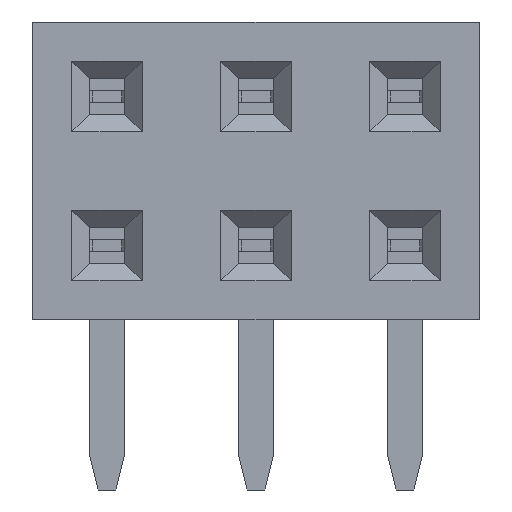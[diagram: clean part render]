
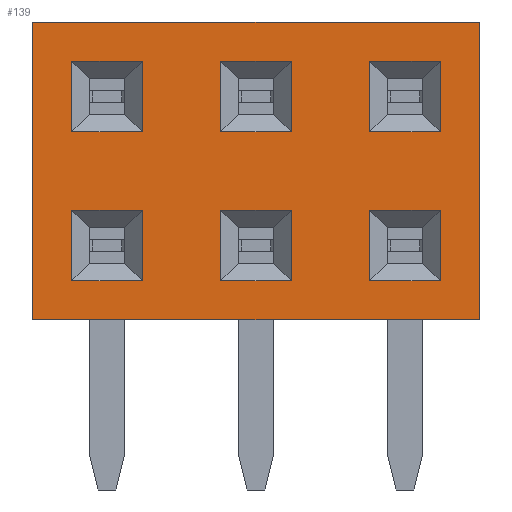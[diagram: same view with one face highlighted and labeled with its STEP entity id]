
A CAD part, left-side view. The second image highlights one B-rep face of the part: STEP entity #139.
In plain terms, the highlighted planar face has unit normal (-1, 0, 0).
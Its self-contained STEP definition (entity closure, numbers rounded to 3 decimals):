
#24=VERTEX_POINT('',#25);
#25=CARTESIAN_POINT('',(-12.57,-6.35,5.08));
#28=DIRECTION('',(-1.,0.,0.));
#29=ORIENTED_EDGE('',*,*,#30,.T.);
#30=EDGE_CURVE('',#24,#31,#33,.T.);
#31=VERTEX_POINT('',#32);
#32=CARTESIAN_POINT('',(-12.57,1.27,5.08));
#33=LINE('',#25,#34);
#34=VECTOR('',#35,1.);
#35=DIRECTION('',(0.,1.,0.));
#46=DIRECTION('',(0.,0.,-1.));
#57=VECTOR('',#58,1.);
#58=DIRECTION('',(0.,0.,1.));
#61=VERTEX_POINT('',#62);
#62=CARTESIAN_POINT('',(-12.57,-6.35,0.));
#64=ORIENTED_EDGE('',*,*,#65,.T.);
#65=EDGE_CURVE('',#61,#24,#66,.T.);
#66=LINE('',#62,#57);
#95=VECTOR('',#46,1.);
#97=ORIENTED_EDGE('',*,*,#98,.T.);
#98=EDGE_CURVE('',#31,#99,#101,.T.);
#99=VERTEX_POINT('',#100);
#100=CARTESIAN_POINT('',(-12.57,1.27,0.));
#101=LINE('',#32,#95);
#126=DIRECTION('',(0.,-1.,0.));
#139=ADVANCED_FACE('',(#140,#146,#176,#198,#220,#242,#264),#286,.T.);
#140=FACE_BOUND('',#141,.T.);
#141=EDGE_LOOP('',(#29,#97,#142,#64));
#142=ORIENTED_EDGE('',*,*,#143,.T.);
#143=EDGE_CURVE('',#99,#61,#144,.T.);
#144=LINE('',#100,#145);
#145=VECTOR('',#126,1.);
#146=FACE_BOUND('',#147,.T.);
#147=EDGE_LOOP('',(#148,#157,#164,#171));
#148=ORIENTED_EDGE('',*,*,#149,.F.);
#149=EDGE_CURVE('',#150,#152,#154,.T.);
#150=VERTEX_POINT('',#151);
#151=CARTESIAN_POINT('',(-12.57,-4.48,3.21));
#152=VERTEX_POINT('',#153);
#153=CARTESIAN_POINT('',(-12.57,-5.68,3.21));
#154=LINE('',#151,#155);
#155=VECTOR('',#156,1.);
#156=DIRECTION('',(0.,-1.,0.));
#157=ORIENTED_EDGE('',*,*,#158,.F.);
#158=EDGE_CURVE('',#159,#150,#161,.T.);
#159=VERTEX_POINT('',#160);
#160=CARTESIAN_POINT('',(-12.57,-4.48,4.41));
#161=LINE('',#160,#162);
#162=VECTOR('',#163,1.);
#163=DIRECTION('',(0.,0.,-1.));
#164=ORIENTED_EDGE('',*,*,#165,.F.);
#165=EDGE_CURVE('',#166,#159,#168,.T.);
#166=VERTEX_POINT('',#167);
#167=CARTESIAN_POINT('',(-12.57,-5.68,4.41));
#168=LINE('',#167,#169);
#169=VECTOR('',#170,1.);
#170=DIRECTION('',(0.,1.,0.));
#171=ORIENTED_EDGE('',*,*,#172,.F.);
#172=EDGE_CURVE('',#152,#166,#173,.T.);
#173=LINE('',#153,#174);
#174=VECTOR('',#175,1.);
#175=DIRECTION('',(0.,0.,1.));
#176=FACE_BOUND('',#177,.T.);
#177=EDGE_LOOP('',(#178,#185,#190,#195));
#178=ORIENTED_EDGE('',*,*,#179,.F.);
#179=EDGE_CURVE('',#180,#182,#184,.T.);
#180=VERTEX_POINT('',#181);
#181=CARTESIAN_POINT('',(-12.57,-1.94,3.21));
#182=VERTEX_POINT('',#183);
#183=CARTESIAN_POINT('',(-12.57,-3.14,3.21));
#184=LINE('',#181,#155);
#185=ORIENTED_EDGE('',*,*,#186,.F.);
#186=EDGE_CURVE('',#187,#180,#189,.T.);
#187=VERTEX_POINT('',#188);
#188=CARTESIAN_POINT('',(-12.57,-1.94,4.41));
#189=LINE('',#188,#162);
#190=ORIENTED_EDGE('',*,*,#191,.F.);
#191=EDGE_CURVE('',#192,#187,#194,.T.);
#192=VERTEX_POINT('',#193);
#193=CARTESIAN_POINT('',(-12.57,-3.14,4.41));
#194=LINE('',#193,#169);
#195=ORIENTED_EDGE('',*,*,#196,.F.);
#196=EDGE_CURVE('',#182,#192,#197,.T.);
#197=LINE('',#183,#174);
#198=FACE_BOUND('',#199,.T.);
#199=EDGE_LOOP('',(#200,#207,#212,#217));
#200=ORIENTED_EDGE('',*,*,#201,.F.);
#201=EDGE_CURVE('',#202,#204,#206,.T.);
#202=VERTEX_POINT('',#203);
#203=CARTESIAN_POINT('',(-12.57,0.6,3.21));
#204=VERTEX_POINT('',#205);
#205=CARTESIAN_POINT('',(-12.57,-0.6,3.21));
#206=LINE('',#203,#155);
#207=ORIENTED_EDGE('',*,*,#208,.F.);
#208=EDGE_CURVE('',#209,#202,#211,.T.);
#209=VERTEX_POINT('',#210);
#210=CARTESIAN_POINT('',(-12.57,0.6,4.41));
#211=LINE('',#210,#162);
#212=ORIENTED_EDGE('',*,*,#213,.F.);
#213=EDGE_CURVE('',#214,#209,#216,.T.);
#214=VERTEX_POINT('',#215);
#215=CARTESIAN_POINT('',(-12.57,-0.6,4.41));
#216=LINE('',#215,#169);
#217=ORIENTED_EDGE('',*,*,#218,.F.);
#218=EDGE_CURVE('',#204,#214,#219,.T.);
#219=LINE('',#205,#174);
#220=FACE_BOUND('',#221,.T.);
#221=EDGE_LOOP('',(#222,#229,#234,#239));
#222=ORIENTED_EDGE('',*,*,#223,.F.);
#223=EDGE_CURVE('',#224,#226,#228,.T.);
#224=VERTEX_POINT('',#225);
#225=CARTESIAN_POINT('',(-12.57,-5.68,1.87));
#226=VERTEX_POINT('',#227);
#227=CARTESIAN_POINT('',(-12.57,-4.48,1.87));
#228=LINE('',#225,#34);
#229=ORIENTED_EDGE('',*,*,#230,.F.);
#230=EDGE_CURVE('',#231,#224,#233,.T.);
#231=VERTEX_POINT('',#232);
#232=CARTESIAN_POINT('',(-12.57,-5.68,0.67));
#233=LINE('',#232,#57);
#234=ORIENTED_EDGE('',*,*,#235,.F.);
#235=EDGE_CURVE('',#236,#231,#238,.T.);
#236=VERTEX_POINT('',#237);
#237=CARTESIAN_POINT('',(-12.57,-4.48,0.67));
#238=LINE('',#237,#145);
#239=ORIENTED_EDGE('',*,*,#240,.F.);
#240=EDGE_CURVE('',#226,#236,#241,.T.);
#241=LINE('',#227,#95);
#242=FACE_BOUND('',#243,.T.);
#243=EDGE_LOOP('',(#244,#251,#256,#261));
#244=ORIENTED_EDGE('',*,*,#245,.F.);
#245=EDGE_CURVE('',#246,#248,#250,.T.);
#246=VERTEX_POINT('',#247);
#247=CARTESIAN_POINT('',(-12.57,-3.14,1.87));
#248=VERTEX_POINT('',#249);
#249=CARTESIAN_POINT('',(-12.57,-1.94,1.87));
#250=LINE('',#247,#34);
#251=ORIENTED_EDGE('',*,*,#252,.F.);
#252=EDGE_CURVE('',#253,#246,#255,.T.);
#253=VERTEX_POINT('',#254);
#254=CARTESIAN_POINT('',(-12.57,-3.14,0.67));
#255=LINE('',#254,#57);
#256=ORIENTED_EDGE('',*,*,#257,.F.);
#257=EDGE_CURVE('',#258,#253,#260,.T.);
#258=VERTEX_POINT('',#259);
#259=CARTESIAN_POINT('',(-12.57,-1.94,0.67));
#260=LINE('',#259,#145);
#261=ORIENTED_EDGE('',*,*,#262,.F.);
#262=EDGE_CURVE('',#248,#258,#263,.T.);
#263=LINE('',#249,#95);
#264=FACE_BOUND('',#265,.T.);
#265=EDGE_LOOP('',(#266,#273,#278,#283));
#266=ORIENTED_EDGE('',*,*,#267,.F.);
#267=EDGE_CURVE('',#268,#270,#272,.T.);
#268=VERTEX_POINT('',#269);
#269=CARTESIAN_POINT('',(-12.57,-0.6,1.87));
#270=VERTEX_POINT('',#271);
#271=CARTESIAN_POINT('',(-12.57,0.6,1.87));
#272=LINE('',#269,#34);
#273=ORIENTED_EDGE('',*,*,#274,.F.);
#274=EDGE_CURVE('',#275,#268,#277,.T.);
#275=VERTEX_POINT('',#276);
#276=CARTESIAN_POINT('',(-12.57,-0.6,0.67));
#277=LINE('',#276,#57);
#278=ORIENTED_EDGE('',*,*,#279,.F.);
#279=EDGE_CURVE('',#280,#275,#282,.T.);
#280=VERTEX_POINT('',#281);
#281=CARTESIAN_POINT('',(-12.57,0.6,0.67));
#282=LINE('',#281,#145);
#283=ORIENTED_EDGE('',*,*,#284,.F.);
#284=EDGE_CURVE('',#270,#280,#285,.T.);
#285=LINE('',#271,#95);
#286=PLANE('',#287);
#287=AXIS2_PLACEMENT_3D('',#288,#28,#35);
#288=CARTESIAN_POINT('',(-12.57,-2.54,2.54));
